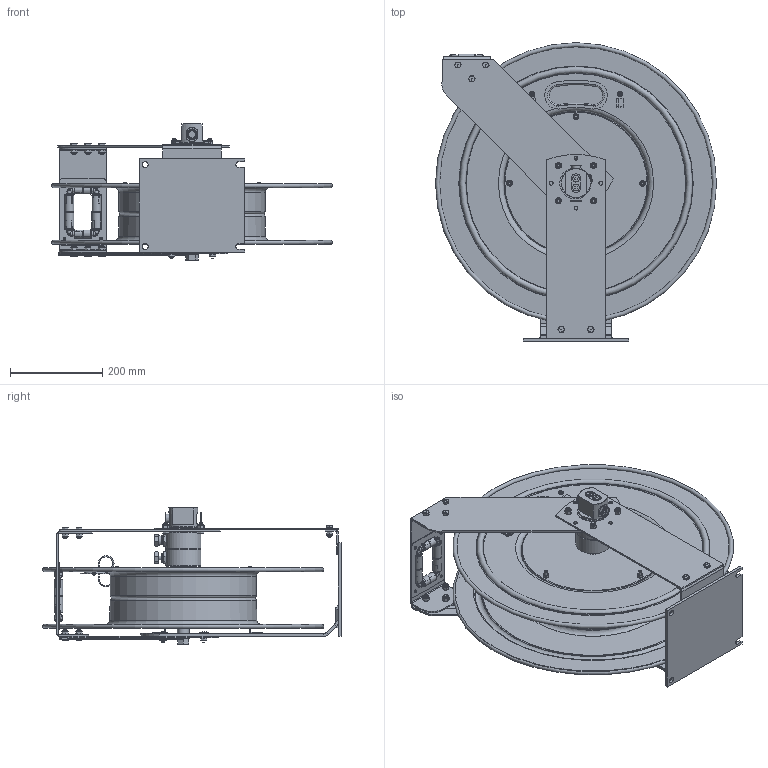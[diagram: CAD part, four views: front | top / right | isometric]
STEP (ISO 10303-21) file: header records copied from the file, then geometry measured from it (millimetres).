
FILE_DESCRIPTION(/* description */ (''),/* implementation_level */ '2;1');
FILE_NAME(/* name */ 'TDMPL-N-350_SHARED.stp',/* time_stamp */ '2020-03-11T08:22:16-07:00',/* author */ ('NMelton'),/* organization */ (''),/* preprocessor_version */ 'ST-DEVELOPER v17',/* originating_system */ 'Autodesk Inventor 2019',/* authorisation */ '');
FILE_SCHEMA (('AUTOMOTIVE_DESIGN { 1 0 10303 214 3 1 1 }'));
Products named in the file (1): TDMPL-N-350_SHARED
Bounding box: 609.6 x 647.45 x 298.45 mm (x, y, z)
Surface area: 2138406.8 mm2 (no closed solid volume)
Topology: 0 solids, 210 shells, 2333 faces, 8768 edges, 6383 vertices
Faces by surface type: plane 1060, cylinder 623, cone 282, bspline 222, torus 96, sphere 50
Full cylindrical faces by diameter (mm): 2.54 x1, 3.048 x1, 3.175 x2, 4.699 x3, 4.826 x2, 4.978 x3, 5.588 x2, 6.35 x8, 7.938 x12, 8.636 x8, 8.738 x6, 9.525 x1, 10.414 x1, 11.43 x12, 11.796 x2, 12.192 x16, 12.7 x2, 14.224 x2, 15.875 x1, 15.926 x2, 19.05 x7, 20.002 x2, 23.825 x2, 25.362 x1, 28.448 x1, 34.925 x1, 35.115 x1, 37.973 x1, 38.1 x1, 39.624 x1
Entity records: 99592 total; most frequent: CARTESIAN_POINT 26778, DIRECTION 14102, ORIENTED_EDGE 13302, EDGE_CURVE 8687, VERTEX_POINT 6383, AXIS2_PLACEMENT_3D 5007, LINE 4088, VECTOR 4088
